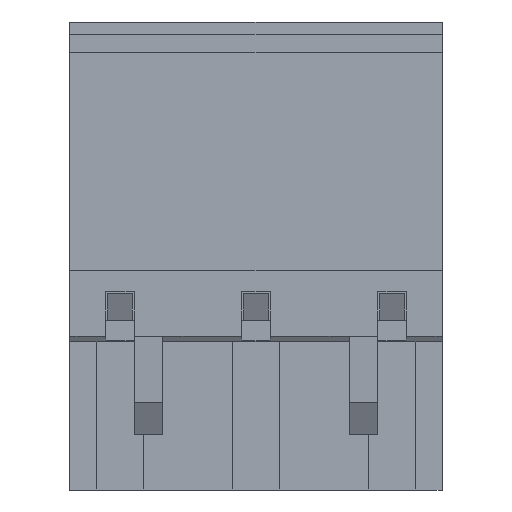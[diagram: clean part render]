
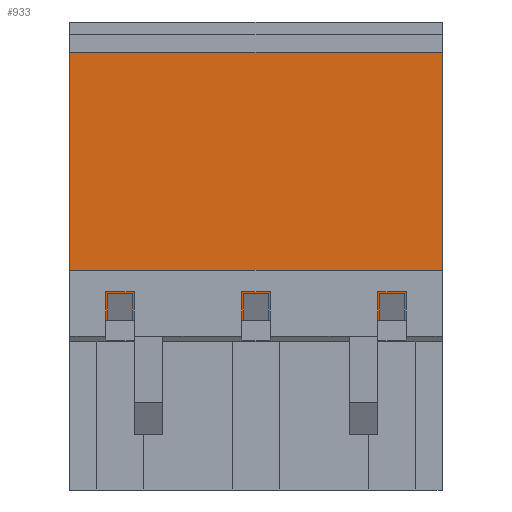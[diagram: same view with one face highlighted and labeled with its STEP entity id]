
A CAD part, front view. The second image highlights one B-rep face of the part: STEP entity #933.
In plain terms, the highlighted planar face has unit normal (0, -1, 0).
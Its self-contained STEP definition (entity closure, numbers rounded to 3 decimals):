
#933 = ADVANCED_FACE( '', ( #2021 ), #2022, .T. );
#2021 = FACE_OUTER_BOUND( '', #3302, .T. );
#2022 = PLANE( '', #3303 );
#3302 = EDGE_LOOP( '', ( #5703, #5704, #5705, #5706, #5707, #5708, #5709, #5710, #5711, #5712, #5713, #5714, #5715, #5716, #5717, #5718 ) );
#3303 = AXIS2_PLACEMENT_3D( '', #5719, #5720, #5721 );
#5703 = ORIENTED_EDGE( '', *, *, #8042, .T. );
#5704 = ORIENTED_EDGE( '', *, *, #8733, .T. );
#5705 = ORIENTED_EDGE( '', *, *, #8375, .F. );
#5706 = ORIENTED_EDGE( '', *, *, #8129, .T. );
#5707 = ORIENTED_EDGE( '', *, *, #8415, .F. );
#5708 = ORIENTED_EDGE( '', *, *, #8734, .F. );
#5709 = ORIENTED_EDGE( '', *, *, #8373, .F. );
#5710 = ORIENTED_EDGE( '', *, *, #8735, .T. );
#5711 = ORIENTED_EDGE( '', *, *, #8059, .T. );
#5712 = ORIENTED_EDGE( '', *, *, #8736, .F. );
#5713 = ORIENTED_EDGE( '', *, *, #8379, .F. );
#5714 = ORIENTED_EDGE( '', *, *, #8737, .F. );
#5715 = ORIENTED_EDGE( '', *, *, #8738, .T. );
#5716 = ORIENTED_EDGE( '', *, *, #8739, .T. );
#5717 = ORIENTED_EDGE( '', *, *, #8377, .F. );
#5718 = ORIENTED_EDGE( '', *, *, #8740, .F. );
#5719 = CARTESIAN_POINT( '', ( 20.84, 0., 0. ) );
#5720 = DIRECTION( '', ( 0., -1., 0. ) );
#5721 = DIRECTION( '', ( 0., 0., -1. ) );
#8042 = EDGE_CURVE( '', #9738, #9736, #9739, .T. );
#8059 = EDGE_CURVE( '', #9768, #9765, #9769, .T. );
#8129 = EDGE_CURVE( '', #9883, #9885, #9887, .T. );
#8373 = EDGE_CURVE( '', #10295, #10297, #10298, .T. );
#8375 = EDGE_CURVE( '', #9883, #10300, #10301, .T. );
#8377 = EDGE_CURVE( '', #10302, #10304, #10305, .T. );
#8379 = EDGE_CURVE( '', #10306, #10308, #10309, .T. );
#8415 = EDGE_CURVE( '', #10364, #9885, #10365, .T. );
#8733 = EDGE_CURVE( '', #9736, #10300, #10829, .T. );
#8734 = EDGE_CURVE( '', #10297, #10364, #10830, .T. );
#8735 = EDGE_CURVE( '', #10295, #9768, #10831, .T. );
#8736 = EDGE_CURVE( '', #10308, #9765, #10832, .T. );
#8737 = EDGE_CURVE( '', #10833, #10306, #10834, .T. );
#8738 = EDGE_CURVE( '', #10833, #10835, #10836, .T. );
#8739 = EDGE_CURVE( '', #10835, #10304, #10837, .T. );
#8740 = EDGE_CURVE( '', #9738, #10302, #10838, .T. );
#9736 = VERTEX_POINT( '', #12148 );
#9738 = VERTEX_POINT( '', #12151 );
#9739 = LINE( '', #12152, #12153 );
#9765 = VERTEX_POINT( '', #12191 );
#9768 = VERTEX_POINT( '', #12195 );
#9769 = LINE( '', #12196, #12197 );
#9883 = VERTEX_POINT( '', #12359 );
#9885 = VERTEX_POINT( '', #12362 );
#9887 = LINE( '', #12365, #12366 );
#10295 = VERTEX_POINT( '', #12961 );
#10297 = VERTEX_POINT( '', #12964 );
#10298 = LINE( '', #12965, #12966 );
#10300 = VERTEX_POINT( '', #12969 );
#10301 = LINE( '', #12970, #12971 );
#10302 = VERTEX_POINT( '', #12972 );
#10304 = VERTEX_POINT( '', #12975 );
#10305 = LINE( '', #12976, #12977 );
#10306 = VERTEX_POINT( '', #12978 );
#10308 = VERTEX_POINT( '', #12981 );
#10309 = LINE( '', #12982, #12983 );
#10364 = VERTEX_POINT( '', #13065 );
#10365 = LINE( '', #13066, #13067 );
#10829 = LINE( '', #13742, #13743 );
#10830 = LINE( '', #13744, #13745 );
#10831 = LINE( '', #13746, #13747 );
#10832 = LINE( '', #13748, #13749 );
#10833 = VERTEX_POINT( '', #13750 );
#10834 = LINE( '', #13751, #13752 );
#10835 = VERTEX_POINT( '', #13753 );
#10836 = LINE( '', #13754, #13755 );
#10837 = LINE( '', #13756, #13757 );
#10838 = LINE( '', #13758, #13759 );
#12148 = CARTESIAN_POINT( '', ( 11.12, 0., 2.4 ) );
#12151 = CARTESIAN_POINT( '', ( 9.72, 0., 2.4 ) );
#12152 = CARTESIAN_POINT( '', ( 9.72, 0., 2.4 ) );
#12153 = VECTOR( '', #14992, 1000. );
#12191 = CARTESIAN_POINT( '', ( 0., 0., 15.9 ) );
#12195 = CARTESIAN_POINT( '', ( 20.84, 0., 15.9 ) );
#12196 = CARTESIAN_POINT( '', ( 20.84, 0., 15.9 ) );
#12197 = VECTOR( '', #15006, 1000. );
#12359 = CARTESIAN_POINT( '', ( 17.34, 0., 0.9 ) );
#12362 = CARTESIAN_POINT( '', ( 17.34, 0., 2.4 ) );
#12365 = CARTESIAN_POINT( '', ( 17.34, 0., 0.9 ) );
#12366 = VECTOR( '', #15072, 1000. );
#12961 = CARTESIAN_POINT( '', ( 20.84, 0., 0.9 ) );
#12964 = CARTESIAN_POINT( '', ( 18.74, 0., 0.9 ) );
#12965 = CARTESIAN_POINT( '', ( 20.84, 0., 0.9 ) );
#12966 = VECTOR( '', #15309, 1000. );
#12969 = CARTESIAN_POINT( '', ( 11.12, 0., 0.9 ) );
#12970 = CARTESIAN_POINT( '', ( 20.84, 0., 0.9 ) );
#12971 = VECTOR( '', #15311, 1000. );
#12972 = CARTESIAN_POINT( '', ( 9.72, 0., 0.9 ) );
#12975 = CARTESIAN_POINT( '', ( 3.5, 0., 0.9 ) );
#12976 = CARTESIAN_POINT( '', ( 20.84, 0., 0.9 ) );
#12977 = VECTOR( '', #15313, 1000. );
#12978 = CARTESIAN_POINT( '', ( 2.1, 0., 0.9 ) );
#12981 = CARTESIAN_POINT( '', ( 0., 0., 0.9 ) );
#12982 = CARTESIAN_POINT( '', ( 20.84, 0., 0.9 ) );
#12983 = VECTOR( '', #15315, 1000. );
#13065 = CARTESIAN_POINT( '', ( 18.74, 0., 2.4 ) );
#13066 = CARTESIAN_POINT( '', ( 18.74, 0., 2.4 ) );
#13067 = VECTOR( '', #15352, 1000. );
#13742 = CARTESIAN_POINT( '', ( 11.12, 0., 2.4 ) );
#13743 = VECTOR( '', #15642, 1000. );
#13744 = CARTESIAN_POINT( '', ( 18.74, 0., 0.9 ) );
#13745 = VECTOR( '', #15643, 1000. );
#13746 = CARTESIAN_POINT( '', ( 20.84, 0., 0. ) );
#13747 = VECTOR( '', #15644, 1000. );
#13748 = CARTESIAN_POINT( '', ( 0., 0., 0. ) );
#13749 = VECTOR( '', #15645, 1000. );
#13750 = CARTESIAN_POINT( '', ( 2.1, 0., 2.4 ) );
#13751 = CARTESIAN_POINT( '', ( 2.1, 0., 2.4 ) );
#13752 = VECTOR( '', #15646, 1000. );
#13753 = CARTESIAN_POINT( '', ( 3.5, 0., 2.4 ) );
#13754 = CARTESIAN_POINT( '', ( 2.1, 0., 2.4 ) );
#13755 = VECTOR( '', #15647, 1000. );
#13756 = CARTESIAN_POINT( '', ( 3.5, 0., 2.4 ) );
#13757 = VECTOR( '', #15648, 1000. );
#13758 = CARTESIAN_POINT( '', ( 9.72, 0., 2.4 ) );
#13759 = VECTOR( '', #15649, 1000. );
#14992 = DIRECTION( '', ( 1., 0., 0. ) );
#15006 = DIRECTION( '', ( -1., 0., 0. ) );
#15072 = DIRECTION( '', ( 0., 0., 1. ) );
#15309 = DIRECTION( '', ( -1., 0., 0. ) );
#15311 = DIRECTION( '', ( -1., 0., 0. ) );
#15313 = DIRECTION( '', ( -1., 0., 0. ) );
#15315 = DIRECTION( '', ( -1., 0., 0. ) );
#15352 = DIRECTION( '', ( -1., 0., 0. ) );
#15642 = DIRECTION( '', ( 0., 0., -1. ) );
#15643 = DIRECTION( '', ( 0., 0., 1. ) );
#15644 = DIRECTION( '', ( 0., 0., 1. ) );
#15645 = DIRECTION( '', ( 0., 0., 1. ) );
#15646 = DIRECTION( '', ( 0., 0., -1. ) );
#15647 = DIRECTION( '', ( 1., 0., 0. ) );
#15648 = DIRECTION( '', ( 0., 0., -1. ) );
#15649 = DIRECTION( '', ( 0., 0., -1. ) );
